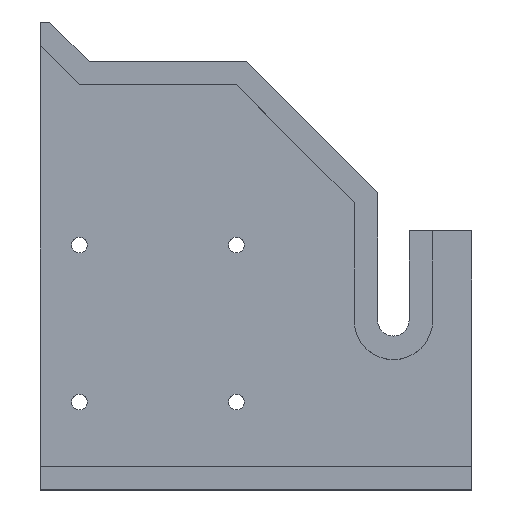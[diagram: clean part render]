
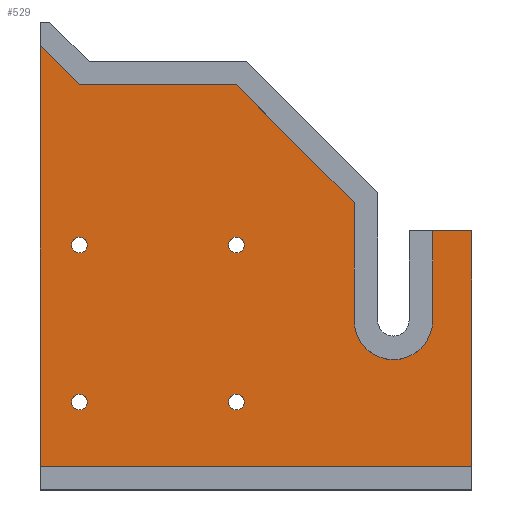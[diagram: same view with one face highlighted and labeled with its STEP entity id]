
A CAD part, top view. The second image highlights one B-rep face of the part: STEP entity #529.
In plain terms, the highlighted planar face has unit normal (0, 0, 1).
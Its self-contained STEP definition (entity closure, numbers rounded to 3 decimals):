
#15=FACE_BOUND('',#92,.T.);
#16=FACE_BOUND('',#93,.T.);
#17=FACE_BOUND('',#94,.T.);
#18=FACE_BOUND('',#95,.T.);
#25=CIRCLE('',#560,5.);
#27=CIRCLE('',#567,1.);
#29=CIRCLE('',#570,1.);
#31=CIRCLE('',#573,1.);
#33=CIRCLE('',#576,1.);
#65=FACE_OUTER_BOUND('',#91,.T.);
#91=EDGE_LOOP('',(#456,#457,#458,#459,#460,#461,#462,#463,#464,#465));
#92=EDGE_LOOP('',(#466));
#93=EDGE_LOOP('',(#467));
#94=EDGE_LOOP('',(#468));
#95=EDGE_LOOP('',(#469));
#101=LINE('',#725,#161);
#111=LINE('',#746,#171);
#135=LINE('',#800,#195);
#140=LINE('',#814,#200);
#143=LINE('',#820,#203);
#146=LINE('',#825,#206);
#155=LINE('',#858,#215);
#158=LINE('',#862,#218);
#160=LINE('',#865,#220);
#161=VECTOR('',#587,10.);
#171=VECTOR('',#603,10.);
#195=VECTOR('',#647,10.);
#200=VECTOR('',#660,10.);
#203=VECTOR('',#665,10.);
#206=VECTOR('',#670,10.);
#215=VECTOR('',#707,10.);
#218=VECTOR('',#712,10.);
#220=VECTOR('',#716,10.);
#221=VERTEX_POINT('',#723);
#222=VERTEX_POINT('',#724);
#229=VERTEX_POINT('',#744);
#230=VERTEX_POINT('',#745);
#249=VERTEX_POINT('',#798);
#250=VERTEX_POINT('',#799);
#253=VERTEX_POINT('',#807);
#255=VERTEX_POINT('',#813);
#257=VERTEX_POINT('',#819);
#259=VERTEX_POINT('',#831);
#261=VERTEX_POINT('',#837);
#263=VERTEX_POINT('',#843);
#265=VERTEX_POINT('',#849);
#268=VERTEX_POINT('',#857);
#269=EDGE_CURVE('',#221,#222,#101,.T.);
#279=EDGE_CURVE('',#229,#230,#111,.T.);
#305=EDGE_CURVE('',#249,#250,#135,.T.);
#309=EDGE_CURVE('',#250,#253,#25,.T.);
#312=EDGE_CURVE('',#253,#255,#140,.T.);
#315=EDGE_CURVE('',#255,#257,#143,.T.);
#318=EDGE_CURVE('',#257,#229,#146,.T.);
#322=EDGE_CURVE('',#259,#259,#27,.T.);
#325=EDGE_CURVE('',#261,#261,#29,.T.);
#328=EDGE_CURVE('',#263,#263,#31,.T.);
#331=EDGE_CURVE('',#265,#265,#33,.T.);
#335=EDGE_CURVE('',#268,#249,#155,.T.);
#338=EDGE_CURVE('',#222,#268,#158,.T.);
#340=EDGE_CURVE('',#230,#221,#160,.T.);
#456=ORIENTED_EDGE('',*,*,#340,.T.);
#457=ORIENTED_EDGE('',*,*,#269,.T.);
#458=ORIENTED_EDGE('',*,*,#338,.T.);
#459=ORIENTED_EDGE('',*,*,#335,.T.);
#460=ORIENTED_EDGE('',*,*,#305,.T.);
#461=ORIENTED_EDGE('',*,*,#309,.T.);
#462=ORIENTED_EDGE('',*,*,#312,.T.);
#463=ORIENTED_EDGE('',*,*,#315,.T.);
#464=ORIENTED_EDGE('',*,*,#318,.T.);
#465=ORIENTED_EDGE('',*,*,#279,.T.);
#466=ORIENTED_EDGE('',*,*,#331,.T.);
#467=ORIENTED_EDGE('',*,*,#328,.T.);
#468=ORIENTED_EDGE('',*,*,#325,.T.);
#469=ORIENTED_EDGE('',*,*,#322,.T.);
#503=PLANE('',#581);
#529=ADVANCED_FACE('',(#65,#15,#16,#17,#18),#503,.T.);
#560=AXIS2_PLACEMENT_3D('',#808,#653,#654);
#567=AXIS2_PLACEMENT_3D('',#832,#678,#679);
#570=AXIS2_PLACEMENT_3D('',#838,#685,#686);
#573=AXIS2_PLACEMENT_3D('',#844,#692,#693);
#576=AXIS2_PLACEMENT_3D('',#850,#699,#700);
#581=AXIS2_PLACEMENT_3D('',#866,#717,#718);
#587=DIRECTION('',(1.,0.,0.));
#603=DIRECTION('',(-0.707,0.707,0.));
#647=DIRECTION('',(0.,-1.,0.));
#653=DIRECTION('center_axis',(0.,0.,-1.));
#654=DIRECTION('ref_axis',(-1.,0.,0.));
#660=DIRECTION('',(0.,1.,0.));
#665=DIRECTION('',(-0.707,0.707,0.));
#670=DIRECTION('',(-1.,0.,0.));
#678=DIRECTION('center_axis',(0.,0.,-1.));
#679=DIRECTION('ref_axis',(1.,0.,0.));
#685=DIRECTION('center_axis',(0.,0.,-1.));
#686=DIRECTION('ref_axis',(1.,0.,0.));
#692=DIRECTION('center_axis',(0.,0.,-1.));
#693=DIRECTION('ref_axis',(1.,0.,0.));
#699=DIRECTION('center_axis',(0.,0.,-1.));
#700=DIRECTION('ref_axis',(1.,0.,0.));
#707=DIRECTION('',(-1.,0.,0.));
#712=DIRECTION('',(0.,1.,0.));
#716=DIRECTION('',(0.,-1.,0.));
#717=DIRECTION('center_axis',(0.,0.,1.));
#718=DIRECTION('ref_axis',(1.,0.,0.));
#723=CARTESIAN_POINT('',(0.,0.,2.));
#724=CARTESIAN_POINT('',(55.,0.,2.));
#725=CARTESIAN_POINT('',(0.,0.,2.));
#744=CARTESIAN_POINT('',(5.,48.6,2.));
#745=CARTESIAN_POINT('',(0.,53.6,2.));
#746=CARTESIAN_POINT('',(0.,53.6,2.));
#798=CARTESIAN_POINT('',(50.,30.,2.));
#799=CARTESIAN_POINT('',(50.,18.6,2.));
#800=CARTESIAN_POINT('',(50.,18.6,2.));
#807=CARTESIAN_POINT('',(40.,18.6,2.));
#808=CARTESIAN_POINT('Origin',(45.,18.6,2.));
#813=CARTESIAN_POINT('',(40.,33.6,2.));
#814=CARTESIAN_POINT('',(40.,33.6,2.));
#819=CARTESIAN_POINT('',(25.,48.6,2.));
#820=CARTESIAN_POINT('',(25.,48.6,2.));
#825=CARTESIAN_POINT('',(5.,48.6,2.));
#831=CARTESIAN_POINT('',(24.,28.2,2.));
#832=CARTESIAN_POINT('Origin',(25.,28.2,2.));
#837=CARTESIAN_POINT('',(24.,8.2,2.));
#838=CARTESIAN_POINT('Origin',(25.,8.2,2.));
#843=CARTESIAN_POINT('',(4.,28.2,2.));
#844=CARTESIAN_POINT('Origin',(5.,28.2,2.));
#849=CARTESIAN_POINT('',(4.,8.2,2.));
#850=CARTESIAN_POINT('Origin',(5.,8.2,2.));
#857=CARTESIAN_POINT('',(55.,30.,2.));
#858=CARTESIAN_POINT('',(47.,30.,2.));
#862=CARTESIAN_POINT('',(55.,-3.,2.));
#865=CARTESIAN_POINT('',(0.,53.6,2.));
#866=CARTESIAN_POINT('Origin',(27.5,26.8,2.));
